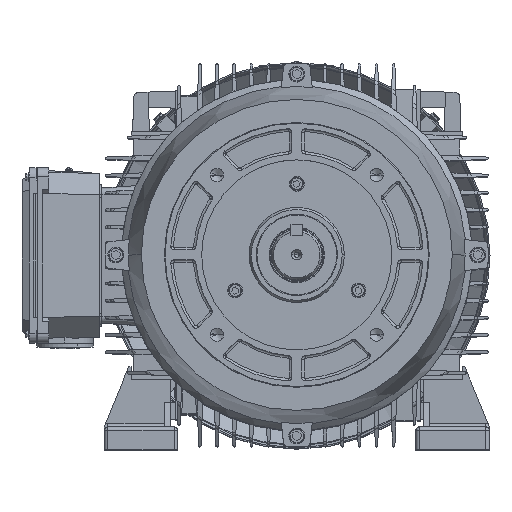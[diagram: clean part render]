
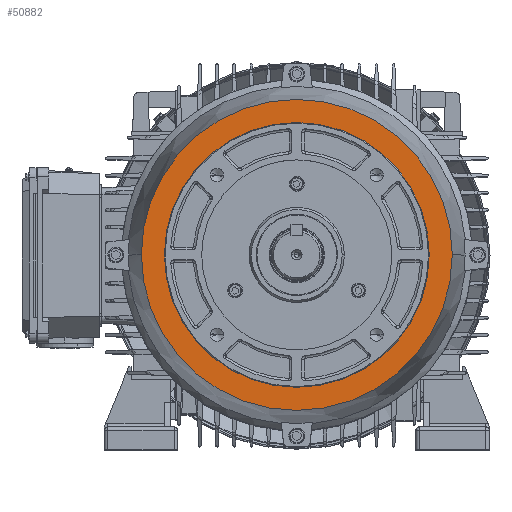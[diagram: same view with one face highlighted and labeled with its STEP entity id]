
A CAD part, top view. The second image highlights one B-rep face of the part: STEP entity #50882.
In plain terms, the highlighted face is planar.
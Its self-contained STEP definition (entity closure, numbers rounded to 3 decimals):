
#12419 = EDGE_CURVE ( 'NONE', #77059, #68494, #152511, .T. ) ;
#16287 = CARTESIAN_POINT ( 'NONE',  ( 0., 0., -13.95 ) ) ;
#18809 = FACE_OUTER_BOUND ( 'NONE', #117918, .T. ) ;
#23504 = AXIS2_PLACEMENT_3D ( 'NONE', #127154, #48322, #140342 ) ;
#29400 = DIRECTION ( 'NONE',  ( -1., 0., 0. ) ) ;
#30865 = CIRCLE ( 'NONE', #65186, 107.95 ) ;
#31747 = CARTESIAN_POINT ( 'NONE',  ( -107.95, 0., -13.95 ) ) ;
#35513 = DIRECTION ( 'NONE',  ( 0., 0., -1. ) ) ;
#42803 = ORIENTED_EDGE ( 'NONE', *, *, #141366, .F. ) ;
#43514 = DIRECTION ( 'NONE',  ( 0., 0., -1. ) ) ;
#48245 = PLANE ( 'NONE',  #64547 ) ;
#48322 = DIRECTION ( 'NONE',  ( 0., 0., -1. ) ) ;
#48838 = VERTEX_POINT ( 'NONE', #31747 ) ;
#50882 = ADVANCED_FACE ( 'NONE', ( #18809, #53592 ), #48245, .T. ) ;
#53592 = FACE_BOUND ( 'NONE', #162248, .T. ) ;
#64547 = AXIS2_PLACEMENT_3D ( 'NONE', #113854, #166794, #88038 ) ;
#65186 = AXIS2_PLACEMENT_3D ( 'NONE', #16287, #108131, #29400 ) ;
#68494 = VERTEX_POINT ( 'NONE', #146601 ) ;
#76488 = CARTESIAN_POINT ( 'NONE',  ( -126.75, 0., -13.95 ) ) ;
#77059 = VERTEX_POINT ( 'NONE', #76488 ) ;
#88038 = DIRECTION ( 'NONE',  ( -1., 0., 0. ) ) ;
#91078 = ORIENTED_EDGE ( 'NONE', *, *, #131127, .F. ) ;
#94893 = EDGE_CURVE ( 'NONE', #68494, #77059, #95169, .T. ) ;
#95169 = CIRCLE ( 'NONE', #147384, 126.75 ) ;
#104823 = ORIENTED_EDGE ( 'NONE', *, *, #94893, .T. ) ;
#108131 = DIRECTION ( 'NONE',  ( 0., 0., -1. ) ) ;
#111572 = AXIS2_PLACEMENT_3D ( 'NONE', #122264, #43514, #135481 ) ;
#113854 = CARTESIAN_POINT ( 'NONE',  ( 0., 107.95, -13.95 ) ) ;
#114212 = CARTESIAN_POINT ( 'NONE',  ( 0., 0., -13.95 ) ) ;
#117918 = EDGE_LOOP ( 'NONE', ( #104823, #164757 ) ) ;
#121126 = VERTEX_POINT ( 'NONE', #138528 ) ;
#122264 = CARTESIAN_POINT ( 'NONE',  ( 0., 0., -13.95 ) ) ;
#127154 = CARTESIAN_POINT ( 'NONE',  ( 0., 0., -13.95 ) ) ;
#127450 = DIRECTION ( 'NONE',  ( -1., 0., 0. ) ) ;
#131127 = EDGE_CURVE ( 'NONE', #121126, #48838, #30865, .T. ) ;
#135481 = DIRECTION ( 'NONE',  ( -1., 0., 0. ) ) ;
#138528 = CARTESIAN_POINT ( 'NONE',  ( 107.95, 0., -13.95 ) ) ;
#140342 = DIRECTION ( 'NONE',  ( -1., 0., 0. ) ) ;
#141224 = CIRCLE ( 'NONE', #111572, 107.95 ) ;
#141366 = EDGE_CURVE ( 'NONE', #48838, #121126, #141224, .T. ) ;
#146601 = CARTESIAN_POINT ( 'NONE',  ( 126.75, 0., -13.95 ) ) ;
#147384 = AXIS2_PLACEMENT_3D ( 'NONE', #114212, #35513, #127450 ) ;
#152511 = CIRCLE ( 'NONE', #23504, 126.75 ) ;
#162248 = EDGE_LOOP ( 'NONE', ( #42803, #91078 ) ) ;
#164757 = ORIENTED_EDGE ( 'NONE', *, *, #12419, .T. ) ;
#166794 = DIRECTION ( 'NONE',  ( 0., 0., -1. ) ) ;
